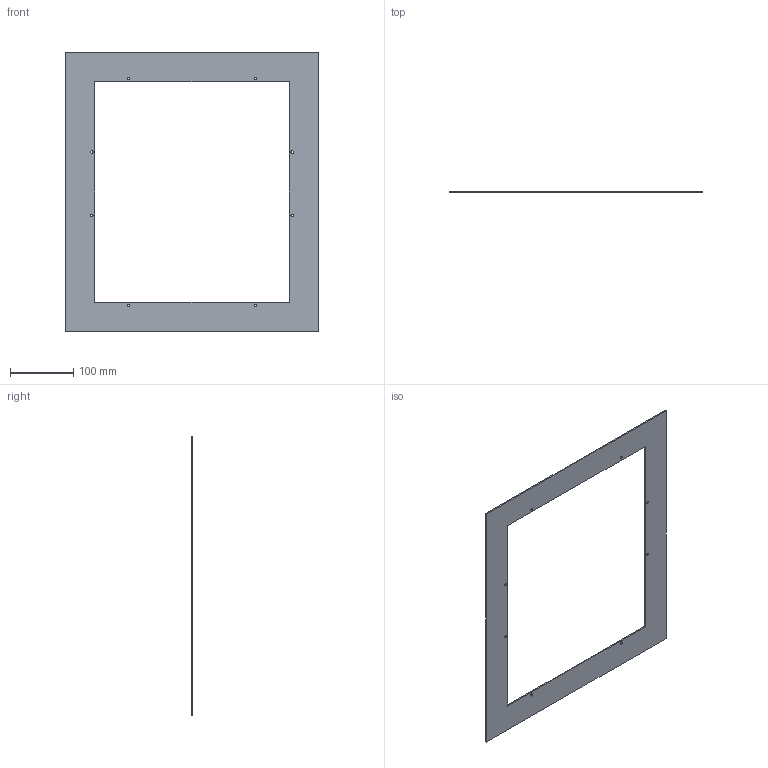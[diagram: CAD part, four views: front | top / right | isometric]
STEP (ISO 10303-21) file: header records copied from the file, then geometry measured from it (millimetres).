
FILE_DESCRIPTION(('CATIA V5 STEP Exchange'),'2;1');
FILE_NAME('1SDH001252R0251_1PA_001_00_E6.2_IV_FS_F_COMPARTMENT_DOOR_DRILLING.stp','2014-03-06T08:37:45+00:00',('none'),('none'),'CATIA Version 5 Release 20 SP 5 (IN-10)','CATIA V5 STEP AP214','none');
FILE_SCHEMA(('AUTOMOTIVE_DESIGN { 1 0 10303 214 1 1 1 1 }'));
Length unit declared in the file: millimetre
Products named in the file (1): 1SDH001252R0251_1PA_001_00_E6.2_IV_FS_F_COMPARTMENT_DOOR_DRILLING
Bounding box: 400 x 2 x 440 mm (x, y, z)
Volume: 138822.9 mm3; surface area: 145000 mm2
Topology: 1 solids, 1 shells, 26 faces, 72 edges, 48 vertices
Faces by surface type: cylinder 16, plane 10
Entity records: 834 total; most frequent: ORIENTED_EDGE 144, CARTESIAN_POINT 139, DIRECTION 108, EDGE_CURVE 72, AXIS2_PLACEMENT_3D 51, VERTEX_POINT 48, EDGE_LOOP 44, VECTOR 40
